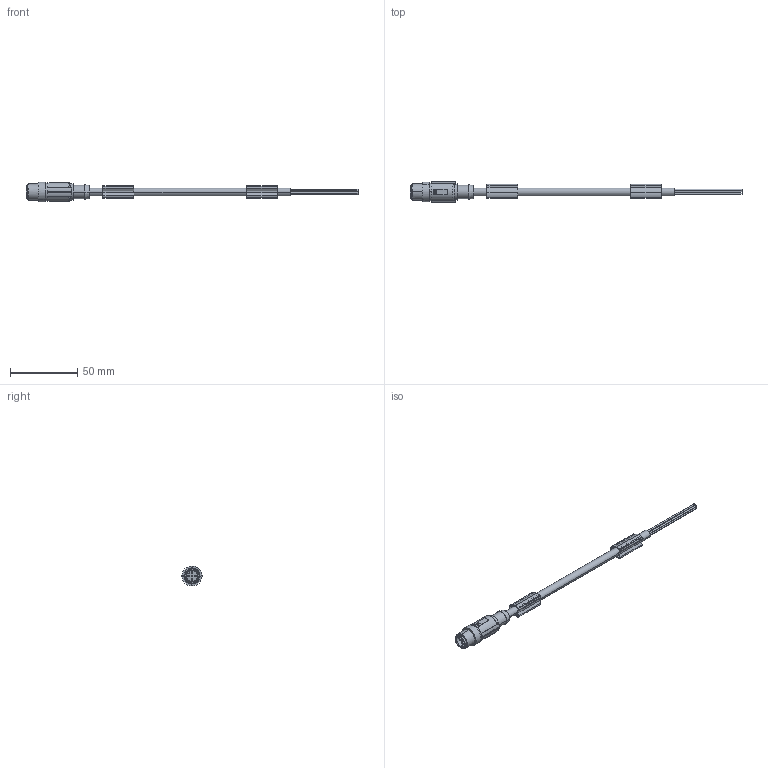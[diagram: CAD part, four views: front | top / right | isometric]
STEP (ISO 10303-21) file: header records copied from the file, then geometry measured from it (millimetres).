
FILE_DESCRIPTION(('SolidDesigner STEP Export'),'2;1');
FILE_NAME('1682731.stp','2010-01-20T11:08:03',(''),(''),'CoCreate Modeling STEP processor for AP214 (Solid Model)','CoCreate Modeling 16.00A 16-Aug-2008 (C) Parametric Technology GmbH','');
FILE_SCHEMA(('AUTOMOTIVE_DESIGN { 1 0 10303 214 1 1 1 1 }'));
Length unit declared in the file: millimetre
Products named in the file (2): 1682731
Assembly tree (1 placements, depth 2):
  1682731
    1682731
Bounding box: 247.3 x 15 x 14.77 mm (x, y, z)
Volume: 10999.6 mm3; surface area: 9292 mm2
Topology: 1 solids, 1 shells, 278 faces, 756 edges, 504 vertices
Faces by surface type: cylinder 126, plane 103, extrusion 36, cone 9, torus 4
Entity records: 11475 total; most frequent: CARTESIAN_POINT 3241, ORIENTED_EDGE 1512, DIRECTION 1165, EDGE_CURVE 756, VERTEX_POINT 504, VECTOR 391, AXIS2_PLACEMENT_3D 387, LINE 355
